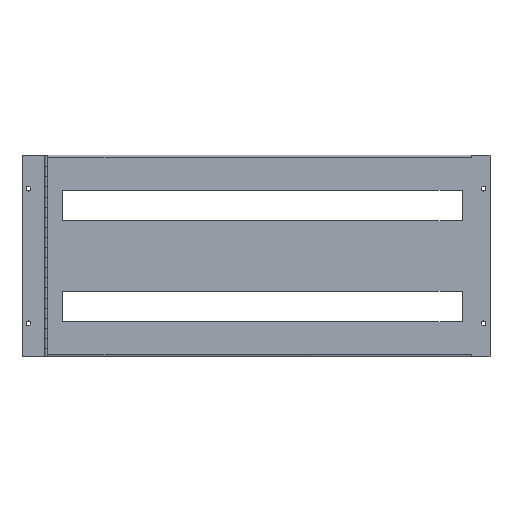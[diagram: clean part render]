
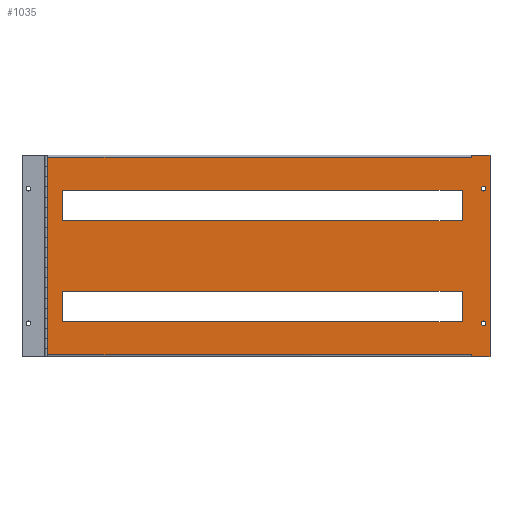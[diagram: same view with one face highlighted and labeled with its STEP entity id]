
A CAD part, top view. The second image highlights one B-rep face of the part: STEP entity #1035.
In plain terms, the highlighted planar face has unit normal (0, 0, 1).
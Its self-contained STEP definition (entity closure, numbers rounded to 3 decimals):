
#643=B_SPLINE_CURVE_WITH_KNOTS('',1,(#6262,#6263),.UNSPECIFIED.,.F.,.F.,
(2,2),(0.,1.),.UNSPECIFIED.);
#653=B_SPLINE_CURVE_WITH_KNOTS('',1,(#6330,#6331),.UNSPECIFIED.,.F.,.F.,
(2,2),(0.,1.),.UNSPECIFIED.);
#654=B_SPLINE_CURVE_WITH_KNOTS('',1,(#6333,#6334),.UNSPECIFIED.,.F.,.F.,
(2,2),(0.,1.),.UNSPECIFIED.);
#675=FACE_BOUND('',#1392,.T.);
#676=FACE_BOUND('',#1393,.T.);
#677=FACE_BOUND('',#1394,.T.);
#678=FACE_BOUND('',#1395,.T.);
#679=FACE_BOUND('',#1396,.T.);
#858=PLANE('',#4358);
#1035=ADVANCED_FACE('F2',(#675,#676,#677,#678,#679),#858,.F.);
#1392=EDGE_LOOP('',(#2448,#2449,#2450,#2451,#2452,#2453,#2454,#2455));
#1393=EDGE_LOOP('',(#2456));
#1394=EDGE_LOOP('',(#2457));
#1395=EDGE_LOOP('',(#2458,#2459,#2460,#2461));
#1396=EDGE_LOOP('',(#2462,#2463,#2464,#2465));
#1495=CIRCLE('',#4327,3.5);
#1497=CIRCLE('',#4330,3.5);
#2448=ORIENTED_EDGE('',*,*,#3324,.F.);
#2449=ORIENTED_EDGE('',*,*,#3322,.F.);
#2450=ORIENTED_EDGE('',*,*,#3296,.F.);
#2451=ORIENTED_EDGE('',*,*,#3278,.F.);
#2452=ORIENTED_EDGE('',*,*,#3275,.F.);
#2453=ORIENTED_EDGE('',*,*,#3272,.F.);
#2454=ORIENTED_EDGE('',*,*,#3269,.F.);
#2455=ORIENTED_EDGE('',*,*,#3325,.F.);
#2456=ORIENTED_EDGE('',*,*,#3265,.F.);
#2457=ORIENTED_EDGE('',*,*,#3262,.F.);
#2458=ORIENTED_EDGE('',*,*,#3251,.F.);
#2459=ORIENTED_EDGE('',*,*,#3254,.F.);
#2460=ORIENTED_EDGE('',*,*,#3257,.F.);
#2461=ORIENTED_EDGE('',*,*,#3259,.F.);
#2462=ORIENTED_EDGE('',*,*,#3239,.F.);
#2463=ORIENTED_EDGE('',*,*,#3242,.F.);
#2464=ORIENTED_EDGE('',*,*,#3245,.F.);
#2465=ORIENTED_EDGE('',*,*,#3247,.F.);
#2771=VERTEX_POINT('',#6139);
#2773=VERTEX_POINT('',#6143);
#2775=VERTEX_POINT('',#6149);
#2777=VERTEX_POINT('',#6155);
#2779=VERTEX_POINT('',#6163);
#2781=VERTEX_POINT('',#6167);
#2783=VERTEX_POINT('',#6173);
#2785=VERTEX_POINT('',#6179);
#2786=VERTEX_POINT('',#6186);
#2788=VERTEX_POINT('',#6192);
#2790=VERTEX_POINT('',#6198);
#2793=VERTEX_POINT('',#6203);
#2794=VERTEX_POINT('',#6207);
#2797=VERTEX_POINT('',#6214);
#2798=VERTEX_POINT('',#6219);
#2812=VERTEX_POINT('',#6264);
#2829=VERTEX_POINT('',#6327);
#2830=VERTEX_POINT('',#6332);
#3239=EDGE_CURVE('E4',#2773,#2771,#3648,.T.);
#3242=EDGE_CURVE('E3',#2775,#2773,#3651,.T.);
#3245=EDGE_CURVE('E2',#2777,#2775,#3654,.T.);
#3247=EDGE_CURVE('E1',#2771,#2777,#3656,.T.);
#3251=EDGE_CURVE('E8',#2781,#2779,#3660,.T.);
#3254=EDGE_CURVE('E7',#2783,#2781,#3663,.T.);
#3257=EDGE_CURVE('E6',#2785,#2783,#3666,.T.);
#3259=EDGE_CURVE('E5',#2779,#2785,#3668,.T.);
#3262=EDGE_CURVE('E9',#2786,#2786,#1495,.T.);
#3265=EDGE_CURVE('E10',#2788,#2788,#1497,.T.);
#3269=EDGE_CURVE('E12',#2793,#2790,#3674,.T.);
#3272=EDGE_CURVE('E13',#2790,#2794,#3677,.T.);
#3275=EDGE_CURVE('E14',#2794,#2797,#3680,.T.);
#3278=EDGE_CURVE('E15',#2797,#2798,#3682,.T.);
#3296=EDGE_CURVE('E16',#2798,#2812,#643,.T.);
#3322=EDGE_CURVE('E17',#2812,#2829,#3706,.T.);
#3324=EDGE_CURVE('E18',#2829,#2830,#653,.T.);
#3325=EDGE_CURVE('E11',#2830,#2793,#654,.T.);
#3648=LINE('',#6144,#4025);
#3651=LINE('',#6150,#4028);
#3654=LINE('',#6156,#4031);
#3656=LINE('',#6159,#4033);
#3660=LINE('',#6168,#4037);
#3663=LINE('',#6174,#4040);
#3666=LINE('',#6180,#4043);
#3668=LINE('',#6183,#4045);
#3674=LINE('',#6204,#4051);
#3677=LINE('',#6210,#4054);
#3680=LINE('',#6216,#4057);
#3682=LINE('',#6222,#4059);
#3706=LINE('',#6326,#4083);
#4025=VECTOR('',#5156,1.);
#4028=VECTOR('',#5161,1.);
#4031=VECTOR('',#5166,1.);
#4033=VECTOR('',#5170,1.);
#4037=VECTOR('',#5176,1.);
#4040=VECTOR('',#5181,1.);
#4043=VECTOR('',#5186,1.);
#4045=VECTOR('',#5190,1.);
#4051=VECTOR('',#5210,1.);
#4054=VECTOR('',#5215,1.);
#4057=VECTOR('',#5220,1.);
#4059=VECTOR('',#5226,1.);
#4083=VECTOR('',#5290,1.);
#4327=AXIS2_PLACEMENT_3D('',#6189,#5196,#5197);
#4330=AXIS2_PLACEMENT_3D('',#6195,#5203,#5204);
#4358=AXIS2_PLACEMENT_3D('',#6335,#5295,#5296);
#5156=DIRECTION('',(0.,1.,0.));
#5161=DIRECTION('',(1.,0.,0.));
#5166=DIRECTION('',(0.,-1.,0.));
#5170=DIRECTION('',(-1.,0.,0.));
#5176=DIRECTION('',(0.,-1.,0.));
#5181=DIRECTION('',(-1.,0.,0.));
#5186=DIRECTION('',(0.,1.,0.));
#5190=DIRECTION('',(1.,0.,0.));
#5196=DIRECTION('',(0.,0.,1.));
#5197=DIRECTION('',(1.,0.,0.));
#5203=DIRECTION('',(0.,0.,1.));
#5204=DIRECTION('',(1.,0.,0.));
#5210=DIRECTION('',(1.,0.,0.));
#5215=DIRECTION('',(0.,-1.,0.));
#5220=DIRECTION('',(-1.,0.,0.));
#5226=DIRECTION('',(0.,1.,0.));
#5290=DIRECTION('',(0.,1.,0.));
#5295=DIRECTION('',(0.,0.,-1.));
#5296=DIRECTION('',(0.,-1.,0.));
#6139=CARTESIAN_POINT('',(-519.521,-1148.305,64.137));
#6143=CARTESIAN_POINT('',(-519.521,-1194.305,64.137));
#6144=CARTESIAN_POINT('',(-519.521,-1171.305,64.137));
#6149=CARTESIAN_POINT('',(-1113.521,-1194.305,64.137));
#6150=CARTESIAN_POINT('',(-816.521,-1194.305,64.137));
#6155=CARTESIAN_POINT('',(-1113.521,-1148.305,64.137));
#6156=CARTESIAN_POINT('',(-1113.521,-1171.305,64.137));
#6159=CARTESIAN_POINT('',(-816.521,-1148.305,64.137));
#6163=CARTESIAN_POINT('',(-1113.521,-1344.305,64.137));
#6167=CARTESIAN_POINT('',(-1113.521,-1298.305,64.137));
#6168=CARTESIAN_POINT('',(-1113.521,-1321.305,64.137));
#6173=CARTESIAN_POINT('',(-519.521,-1298.305,64.137));
#6174=CARTESIAN_POINT('',(-816.521,-1298.305,64.137));
#6179=CARTESIAN_POINT('',(-519.521,-1344.305,64.137));
#6180=CARTESIAN_POINT('',(-519.521,-1321.305,64.137));
#6183=CARTESIAN_POINT('',(-816.521,-1344.305,64.137));
#6186=CARTESIAN_POINT('',(-484.021,-1146.305,64.137));
#6189=CARTESIAN_POINT('',(-487.521,-1146.305,64.137));
#6192=CARTESIAN_POINT('',(-484.021,-1346.305,64.137));
#6195=CARTESIAN_POINT('',(-487.521,-1346.305,64.137));
#6198=CARTESIAN_POINT('',(-478.021,-1096.555,64.137));
#6203=CARTESIAN_POINT('',(-505.521,-1096.555,64.137));
#6204=CARTESIAN_POINT('',(-491.771,-1096.555,64.137));
#6207=CARTESIAN_POINT('',(-478.021,-1396.055,64.137));
#6210=CARTESIAN_POINT('',(-478.021,-1246.305,64.137));
#6214=CARTESIAN_POINT('',(-505.521,-1396.055,64.137));
#6216=CARTESIAN_POINT('',(-491.771,-1396.055,64.137));
#6219=CARTESIAN_POINT('',(-505.521,-1393.255,64.137));
#6222=CARTESIAN_POINT('',(-505.521,-1394.655,64.137));
#6262=CARTESIAN_POINT('',(-505.521,-1393.255,64.137));
#6263=CARTESIAN_POINT('',(-1134.521,-1393.255,64.137));
#6264=CARTESIAN_POINT('',(-1134.52,-1393.255,64.137));
#6326=CARTESIAN_POINT('',(-1134.519,-1411.03,64.137));
#6327=CARTESIAN_POINT('',(-1134.521,-1099.355,64.137));
#6330=CARTESIAN_POINT('',(-1134.521,-1099.355,64.137));
#6331=CARTESIAN_POINT('',(-505.521,-1099.355,64.137));
#6332=CARTESIAN_POINT('',(-505.521,-1099.355,64.137));
#6333=CARTESIAN_POINT('',(-505.521,-1099.355,64.137));
#6334=CARTESIAN_POINT('',(-505.521,-1096.555,64.137));
#6335=CARTESIAN_POINT('',(-477.991,-1096.525,64.137));
